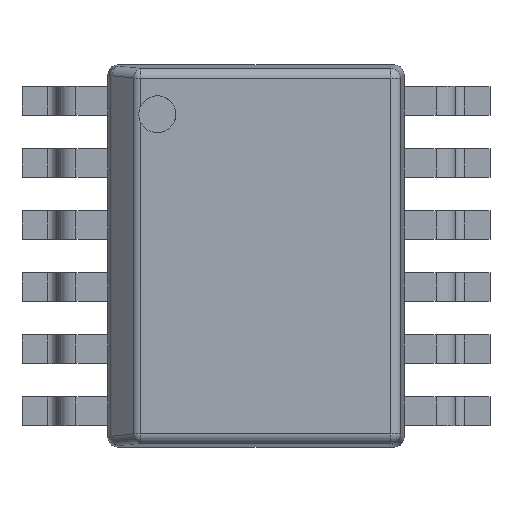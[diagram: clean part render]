
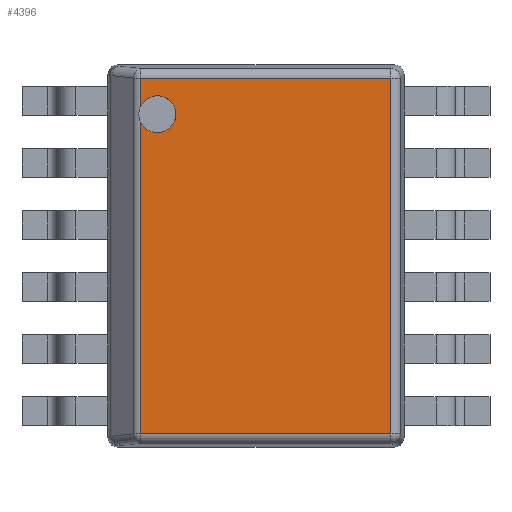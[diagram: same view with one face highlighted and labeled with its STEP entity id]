
A CAD part, top view. The second image highlights one B-rep face of the part: STEP entity #4396.
In plain terms, the highlighted planar face has unit normal (0, 0, 1).
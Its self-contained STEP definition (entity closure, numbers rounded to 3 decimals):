
#3437 = CYLINDRICAL_SURFACE('',#3438,0.1);
#3438 = AXIS2_PLACEMENT_3D('',#3439,#3440,#3441);
#3439 = CARTESIAN_POINT('',(0.3,0.137,1.));
#3440 = DIRECTION('',(1.,0.,0.));
#3441 = DIRECTION('',(0.,-0.995,0.105));
#3586 = CYLINDRICAL_SURFACE('',#3587,0.1);
#3587 = AXIS2_PLACEMENT_3D('',#3588,#3589,#3590);
#3588 = CARTESIAN_POINT('',(0.3,3.863,1.));
#3589 = DIRECTION('',(1.,0.,0.));
#3590 = DIRECTION('',(0.,0.995,0.105));
#3662 = CYLINDRICAL_SURFACE('',#3663,0.1);
#3663 = AXIS2_PLACEMENT_3D('',#3664,#3665,#3666);
#3664 = CARTESIAN_POINT('',(2.963,0.047,1.));
#3665 = DIRECTION('',(0.,1.,0.));
#3666 = DIRECTION('',(0.995,0.,0.105));
#3966 = VERTEX_POINT('',#3967);
#3967 = CARTESIAN_POINT('',(0.341,0.137,1.1));
#4004 = EDGE_CURVE('',#3966,#4005,#4007,.T.);
#4005 = VERTEX_POINT('',#4006);
#4006 = CARTESIAN_POINT('',(2.963,0.137,1.1));
#4007 = SURFACE_CURVE('',#4008,(#4012,#4019),.PCURVE_S1.);
#4008 = LINE('',#4009,#4010);
#4009 = CARTESIAN_POINT('',(0.3,0.137,1.1));
#4010 = VECTOR('',#4011,1.);
#4011 = DIRECTION('',(1.,0.,0.));
#4012 = PCURVE('',#3437,#4013);
#4013 = DEFINITIONAL_REPRESENTATION('',(#4014),#4018);
#4014 = LINE('',#4015,#4016);
#4015 = CARTESIAN_POINT('',(-1.466,0.));
#4016 = VECTOR('',#4017,1.);
#4017 = DIRECTION('',(0.,1.));
#4018 = ( GEOMETRIC_REPRESENTATION_CONTEXT(2) 
PARAMETRIC_REPRESENTATION_CONTEXT() REPRESENTATION_CONTEXT('2D SPACE',''
  ) );
#4019 = PCURVE('',#4020,#4025);
#4020 = PLANE('',#4021);
#4021 = AXIS2_PLACEMENT_3D('',#4022,#4023,#4024);
#4022 = CARTESIAN_POINT('',(0.,0.,1.1));
#4023 = DIRECTION('',(0.,0.,1.));
#4024 = DIRECTION('',(1.,0.,0.));
#4025 = DEFINITIONAL_REPRESENTATION('',(#4026),#4030);
#4026 = LINE('',#4027,#4028);
#4027 = CARTESIAN_POINT('',(0.3,0.137));
#4028 = VECTOR('',#4029,1.);
#4029 = DIRECTION('',(1.,0.));
#4030 = ( GEOMETRIC_REPRESENTATION_CONTEXT(2) 
PARAMETRIC_REPRESENTATION_CONTEXT() REPRESENTATION_CONTEXT('2D SPACE',''
  ) );
#4168 = VERTEX_POINT('',#4169);
#4169 = CARTESIAN_POINT('',(0.341,3.863,1.1));
#4206 = EDGE_CURVE('',#4168,#4207,#4209,.T.);
#4207 = VERTEX_POINT('',#4208);
#4208 = CARTESIAN_POINT('',(2.963,3.863,1.1));
#4209 = SURFACE_CURVE('',#4210,(#4214,#4221),.PCURVE_S1.);
#4210 = LINE('',#4211,#4212);
#4211 = CARTESIAN_POINT('',(0.3,3.863,1.1));
#4212 = VECTOR('',#4213,1.);
#4213 = DIRECTION('',(1.,0.,0.));
#4214 = PCURVE('',#3586,#4215);
#4215 = DEFINITIONAL_REPRESENTATION('',(#4216),#4220);
#4216 = LINE('',#4217,#4218);
#4217 = CARTESIAN_POINT('',(1.466,0.));
#4218 = VECTOR('',#4219,1.);
#4219 = DIRECTION('',(0.,1.));
#4220 = ( GEOMETRIC_REPRESENTATION_CONTEXT(2) 
PARAMETRIC_REPRESENTATION_CONTEXT() REPRESENTATION_CONTEXT('2D SPACE',''
  ) );
#4221 = PCURVE('',#4020,#4222);
#4222 = DEFINITIONAL_REPRESENTATION('',(#4223),#4227);
#4223 = LINE('',#4224,#4225);
#4224 = CARTESIAN_POINT('',(0.3,3.863));
#4225 = VECTOR('',#4226,1.);
#4226 = DIRECTION('',(1.,0.));
#4227 = ( GEOMETRIC_REPRESENTATION_CONTEXT(2) 
PARAMETRIC_REPRESENTATION_CONTEXT() REPRESENTATION_CONTEXT('2D SPACE',''
  ) );
#4281 = EDGE_CURVE('',#4005,#4207,#4282,.T.);
#4282 = SURFACE_CURVE('',#4283,(#4287,#4294),.PCURVE_S1.);
#4283 = LINE('',#4284,#4285);
#4284 = CARTESIAN_POINT('',(2.963,0.047,1.1));
#4285 = VECTOR('',#4286,1.);
#4286 = DIRECTION('',(0.,1.,0.));
#4287 = PCURVE('',#3662,#4288);
#4288 = DEFINITIONAL_REPRESENTATION('',(#4289),#4293);
#4289 = LINE('',#4290,#4291);
#4290 = CARTESIAN_POINT('',(-1.466,0.));
#4291 = VECTOR('',#4292,1.);
#4292 = DIRECTION('',(0.,1.));
#4293 = ( GEOMETRIC_REPRESENTATION_CONTEXT(2) 
PARAMETRIC_REPRESENTATION_CONTEXT() REPRESENTATION_CONTEXT('2D SPACE',''
  ) );
#4294 = PCURVE('',#4020,#4295);
#4295 = DEFINITIONAL_REPRESENTATION('',(#4296),#4300);
#4296 = LINE('',#4297,#4298);
#4297 = CARTESIAN_POINT('',(2.963,0.047));
#4298 = VECTOR('',#4299,1.);
#4299 = DIRECTION('',(0.,1.));
#4300 = ( GEOMETRIC_REPRESENTATION_CONTEXT(2) 
PARAMETRIC_REPRESENTATION_CONTEXT() REPRESENTATION_CONTEXT('2D SPACE',''
  ) );
#4353 = CYLINDRICAL_SURFACE('',#4354,0.1);
#4354 = AXIS2_PLACEMENT_3D('',#4355,#4356,#4357);
#4355 = CARTESIAN_POINT('',(0.341,0.047,1.));
#4356 = DIRECTION('',(0.,1.,0.));
#4357 = DIRECTION('',(-0.707,0.,0.707));
#4396 = ADVANCED_FACE('',(#4397),#4020,.T.);
#4397 = FACE_BOUND('',#4398,.T.);
#4398 = EDGE_LOOP('',(#4399,#4400,#4423,#4452,#4476,#4497,#4498));
#4399 = ORIENTED_EDGE('',*,*,#4206,.F.);
#4400 = ORIENTED_EDGE('',*,*,#4401,.F.);
#4401 = EDGE_CURVE('',#4402,#4168,#4404,.T.);
#4402 = VERTEX_POINT('',#4403);
#4403 = CARTESIAN_POINT('',(0.341,3.566,1.1));
#4404 = SURFACE_CURVE('',#4405,(#4409,#4416),.PCURVE_S1.);
#4405 = LINE('',#4406,#4407);
#4406 = CARTESIAN_POINT('',(0.341,0.047,1.1));
#4407 = VECTOR('',#4408,1.);
#4408 = DIRECTION('',(0.,1.,0.));
#4409 = PCURVE('',#4020,#4410);
#4410 = DEFINITIONAL_REPRESENTATION('',(#4411),#4415);
#4411 = LINE('',#4412,#4413);
#4412 = CARTESIAN_POINT('',(0.341,0.047));
#4413 = VECTOR('',#4414,1.);
#4414 = DIRECTION('',(0.,1.));
#4415 = ( GEOMETRIC_REPRESENTATION_CONTEXT(2) 
PARAMETRIC_REPRESENTATION_CONTEXT() REPRESENTATION_CONTEXT('2D SPACE',''
  ) );
#4416 = PCURVE('',#4353,#4417);
#4417 = DEFINITIONAL_REPRESENTATION('',(#4418),#4422);
#4418 = LINE('',#4419,#4420);
#4419 = CARTESIAN_POINT('',(0.785,0.));
#4420 = VECTOR('',#4421,1.);
#4421 = DIRECTION('',(0.,1.));
#4422 = ( GEOMETRIC_REPRESENTATION_CONTEXT(2) 
PARAMETRIC_REPRESENTATION_CONTEXT() REPRESENTATION_CONTEXT('2D SPACE',''
  ) );
#4423 = ORIENTED_EDGE('',*,*,#4424,.F.);
#4424 = EDGE_CURVE('',#4425,#4402,#4427,.T.);
#4425 = VERTEX_POINT('',#4426);
#4426 = CARTESIAN_POINT('',(0.71,3.483,1.1));
#4427 = SURFACE_CURVE('',#4428,(#4433,#4440),.PCURVE_S1.);
#4428 = CIRCLE('',#4429,0.194);
#4429 = AXIS2_PLACEMENT_3D('',#4430,#4431,#4432);
#4430 = CARTESIAN_POINT('',(0.517,3.483,1.1));
#4431 = DIRECTION('',(0.,0.,1.));
#4432 = DIRECTION('',(1.,0.,0.));
#4433 = PCURVE('',#4020,#4434);
#4434 = DEFINITIONAL_REPRESENTATION('',(#4435),#4439);
#4435 = CIRCLE('',#4436,0.194);
#4436 = AXIS2_PLACEMENT_2D('',#4437,#4438);
#4437 = CARTESIAN_POINT('',(0.517,3.483));
#4438 = DIRECTION('',(1.,0.));
#4439 = ( GEOMETRIC_REPRESENTATION_CONTEXT(2) 
PARAMETRIC_REPRESENTATION_CONTEXT() REPRESENTATION_CONTEXT('2D SPACE',''
  ) );
#4440 = PCURVE('',#4441,#4446);
#4441 = CYLINDRICAL_SURFACE('',#4442,0.194);
#4442 = AXIS2_PLACEMENT_3D('',#4443,#4444,#4445);
#4443 = CARTESIAN_POINT('',(0.517,3.483,1.));
#4444 = DIRECTION('',(0.,0.,1.));
#4445 = DIRECTION('',(1.,0.,0.));
#4446 = DEFINITIONAL_REPRESENTATION('',(#4447),#4451);
#4447 = LINE('',#4448,#4449);
#4448 = CARTESIAN_POINT('',(0.,0.1));
#4449 = VECTOR('',#4450,1.);
#4450 = DIRECTION('',(1.,0.));
#4451 = ( GEOMETRIC_REPRESENTATION_CONTEXT(2) 
PARAMETRIC_REPRESENTATION_CONTEXT() REPRESENTATION_CONTEXT('2D SPACE',''
  ) );
#4452 = ORIENTED_EDGE('',*,*,#4453,.F.);
#4453 = EDGE_CURVE('',#4454,#4425,#4456,.T.);
#4454 = VERTEX_POINT('',#4455);
#4455 = CARTESIAN_POINT('',(0.341,3.401,1.1));
#4456 = SURFACE_CURVE('',#4457,(#4462,#4469),.PCURVE_S1.);
#4457 = CIRCLE('',#4458,0.194);
#4458 = AXIS2_PLACEMENT_3D('',#4459,#4460,#4461);
#4459 = CARTESIAN_POINT('',(0.517,3.483,1.1));
#4460 = DIRECTION('',(0.,0.,1.));
#4461 = DIRECTION('',(1.,0.,0.));
#4462 = PCURVE('',#4020,#4463);
#4463 = DEFINITIONAL_REPRESENTATION('',(#4464),#4468);
#4464 = CIRCLE('',#4465,0.194);
#4465 = AXIS2_PLACEMENT_2D('',#4466,#4467);
#4466 = CARTESIAN_POINT('',(0.517,3.483));
#4467 = DIRECTION('',(1.,0.));
#4468 = ( GEOMETRIC_REPRESENTATION_CONTEXT(2) 
PARAMETRIC_REPRESENTATION_CONTEXT() REPRESENTATION_CONTEXT('2D SPACE',''
  ) );
#4469 = PCURVE('',#4441,#4470);
#4470 = DEFINITIONAL_REPRESENTATION('',(#4471),#4475);
#4471 = LINE('',#4472,#4473);
#4472 = CARTESIAN_POINT('',(0.,0.1));
#4473 = VECTOR('',#4474,1.);
#4474 = DIRECTION('',(1.,0.));
#4475 = ( GEOMETRIC_REPRESENTATION_CONTEXT(2) 
PARAMETRIC_REPRESENTATION_CONTEXT() REPRESENTATION_CONTEXT('2D SPACE',''
  ) );
#4476 = ORIENTED_EDGE('',*,*,#4477,.F.);
#4477 = EDGE_CURVE('',#3966,#4454,#4478,.T.);
#4478 = SURFACE_CURVE('',#4479,(#4483,#4490),.PCURVE_S1.);
#4479 = LINE('',#4480,#4481);
#4480 = CARTESIAN_POINT('',(0.341,0.047,1.1));
#4481 = VECTOR('',#4482,1.);
#4482 = DIRECTION('',(0.,1.,0.));
#4483 = PCURVE('',#4020,#4484);
#4484 = DEFINITIONAL_REPRESENTATION('',(#4485),#4489);
#4485 = LINE('',#4486,#4487);
#4486 = CARTESIAN_POINT('',(0.341,0.047));
#4487 = VECTOR('',#4488,1.);
#4488 = DIRECTION('',(0.,1.));
#4489 = ( GEOMETRIC_REPRESENTATION_CONTEXT(2) 
PARAMETRIC_REPRESENTATION_CONTEXT() REPRESENTATION_CONTEXT('2D SPACE',''
  ) );
#4490 = PCURVE('',#4353,#4491);
#4491 = DEFINITIONAL_REPRESENTATION('',(#4492),#4496);
#4492 = LINE('',#4493,#4494);
#4493 = CARTESIAN_POINT('',(0.785,0.));
#4494 = VECTOR('',#4495,1.);
#4495 = DIRECTION('',(0.,1.));
#4496 = ( GEOMETRIC_REPRESENTATION_CONTEXT(2) 
PARAMETRIC_REPRESENTATION_CONTEXT() REPRESENTATION_CONTEXT('2D SPACE',''
  ) );
#4497 = ORIENTED_EDGE('',*,*,#4004,.T.);
#4498 = ORIENTED_EDGE('',*,*,#4281,.T.);
